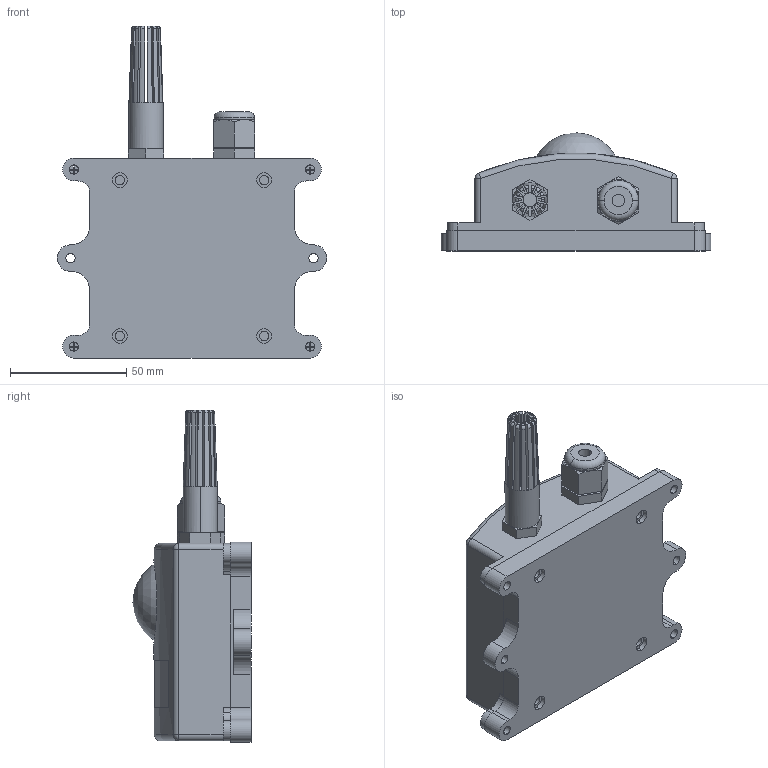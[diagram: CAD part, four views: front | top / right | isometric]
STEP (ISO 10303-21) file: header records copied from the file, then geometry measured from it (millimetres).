
FILE_DESCRIPTION (( 'STEP AP214' ), '1' );
FILE_NAME ('SRMF-D679_3D.STEP', '2022-04-21T21:39:44', ( '' ), ( '' ), 'SwSTEP 2.0', 'SolidWorks 2021', '' );
FILE_SCHEMA (( 'AUTOMOTIVE_DESIGN' ));
Length unit declared in the file: inch
Products named in the file (1): SRMF-D679_3D
Bounding box: 116 x 50.8 x 142.9 mm (x, y, z)
Volume: 310284.5 mm3; surface area: 40175.9 mm2
Topology: 5 solids, 5 shells, 336 faces, 863 edges, 558 vertices
Faces by surface type: plane 175, cylinder 98, cone 21, torus 19, bspline 14, sphere 9
Entity records: 11508 total; most frequent: CARTESIAN_POINT 3163, DIRECTION 1723, ORIENTED_EDGE 1700, EDGE_CURVE 850, AXIS2_PLACEMENT_3D 662, VERTEX_POINT 552, VECTOR 399, LINE 399
